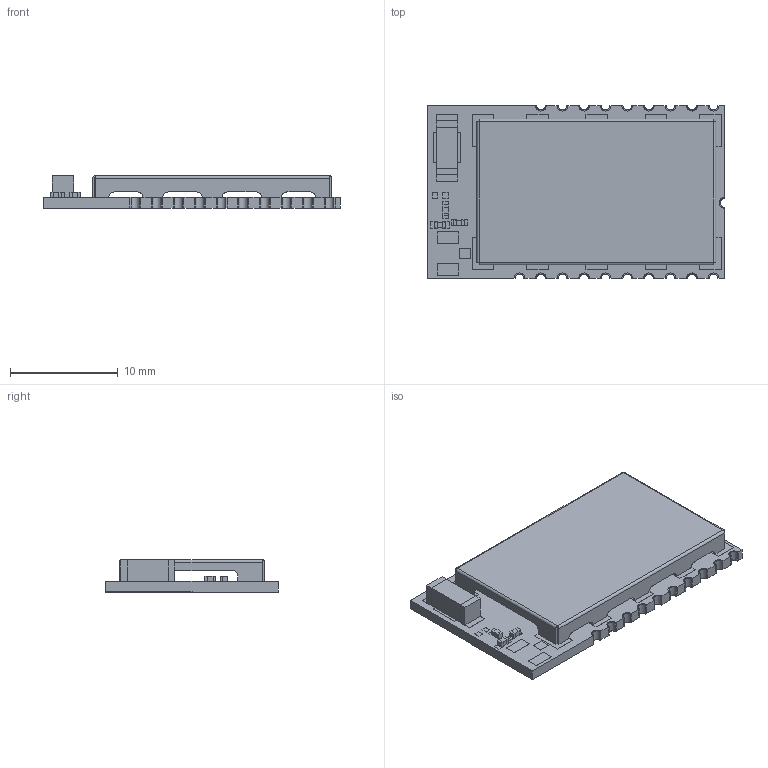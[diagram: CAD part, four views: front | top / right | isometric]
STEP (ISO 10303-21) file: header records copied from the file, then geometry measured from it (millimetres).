
FILE_DESCRIPTION(/* description */ ('Unknown'),/* implementation_level */ '2;1');
FILE_NAME(/* name */ '2606031021001',/* time_stamp */ '2018-08-22T10:28:27+02:00',/* author */ ('Unknown'),/* organization */ ('Unknown'),/* preprocessor_version */ 'ST-DEVELOPER v16.7',/* originating_system */ 'DEX',/* authorisation */ $);
FILE_SCHEMA (('AUTOMOTIVE_DESIGN {1 0 10303 214 3 1 1}'));
Length unit declared in the file: millimetre
Products named in the file (12): 2606031021001; PCB; solderPin-1mm; solderPin; AMBxxxC; Component 3; Base; contact; Component 1; asmPad
Assembly tree (33 placements, depth 3):
  2606031021001
    PCB
    solderPin-1mm
    solderPin  x19
    AMBxxxC
    Component 3  x3
      Base
      contact
    Component 1
      Base
      contact  x2
    asmPad
Bounding box: 27.5 x 16 x 3 mm (x, y, z)
Volume: 532.3 mm3; surface area: 2069.2 mm2
Topology: 59 solids, 59 shells, 766 faces, 1773 edges, 1150 vertices
Faces by surface type: plane 678, cylinder 88
Entity records: 15824 total; most frequent: CARTESIAN_POINT 2687, ORIENTED_EDGE 2562, DIRECTION 2529, EDGE_CURVE 1281, LINE 1177, VECTOR 1177, VERTEX_POINT 834, AXIS2_PLACEMENT_3D 676
